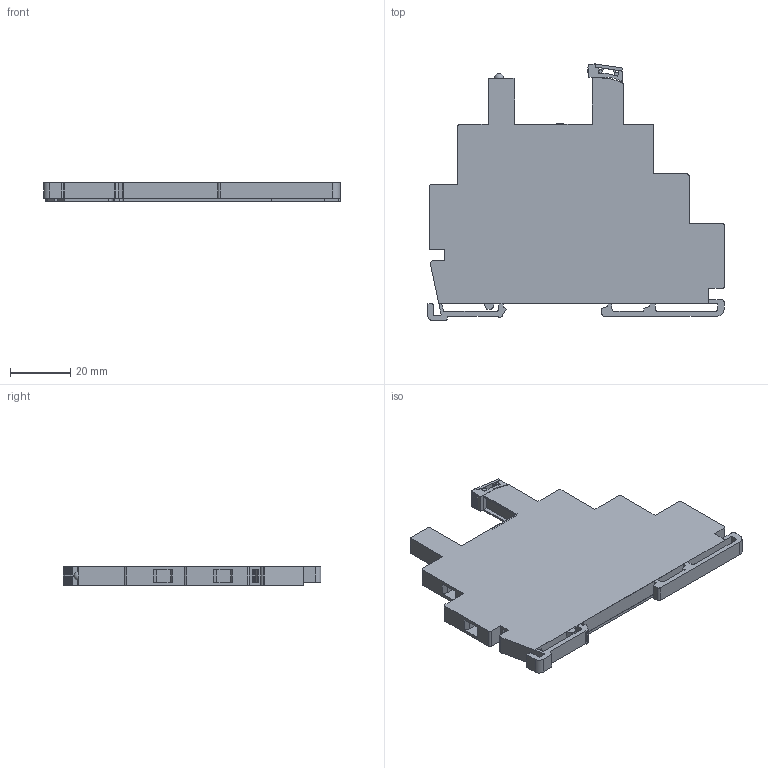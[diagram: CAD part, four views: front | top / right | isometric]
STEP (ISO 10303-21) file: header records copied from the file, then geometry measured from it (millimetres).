
FILE_DESCRIPTION (( 'STEP AP214' ), '1' );
FILE_NAME ('PI6W-1PS.STEP', '2016-05-06T11:07:00', ( '' ), ( '' ), 'SwSTEP 2.0', 'SolidWorks 2016', '' );
FILE_SCHEMA (( 'AUTOMOTIVE_DESIGN' ));
Length unit declared in the file: millimetre
Products named in the file (1): PI6W-1PS
Bounding box: 98.3 x 85.45 x 6.2 mm (x, y, z)
Volume: 32560 mm3; surface area: 16119 mm2
Topology: 2 solids, 12 shells, 471 faces, 1255 edges, 833 vertices
Faces by surface type: plane 379, cylinder 80, torus 11, sphere 1
Entity records: 15459 total; most frequent: CARTESIAN_POINT 2657, ORIENTED_EDGE 2506, DIRECTION 2387, EDGE_CURVE 1253, LINE 1023, VECTOR 1023, VERTEX_POINT 832, AXIS2_PLACEMENT_3D 682
